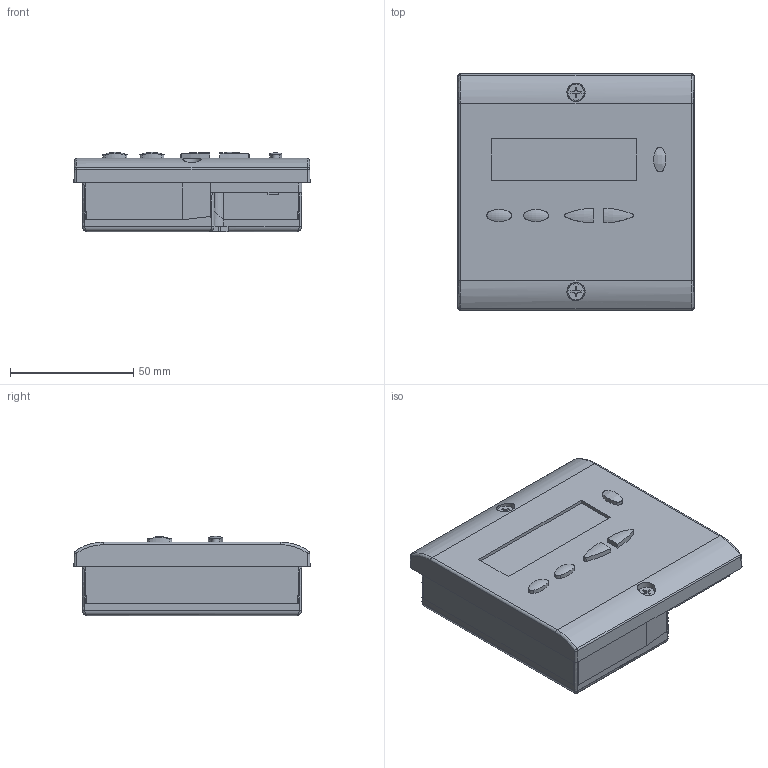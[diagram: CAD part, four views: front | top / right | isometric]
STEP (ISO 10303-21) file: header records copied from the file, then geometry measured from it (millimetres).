
FILE_DESCRIPTION(/* description */ ('Step214-Parts for PM'),/* implementation_level */ '2;1');
FILE_NAME(/* name */ 'AZL23.stp',/* time_stamp */ '2016-02-18T13:03:45+01:00',/* author */ ('EMC'),/* organization */ ('Siemens'),/* preprocessor_version */ 'ST-DEVELOPER v15',/* originating_system */ 'SIEMENS PLM Software NX 8.5',/* authorisation */ 'EMC/PM');
FILE_SCHEMA (('AUTOMOTIVE_DESIGN { 1 0 10303 214 3 1 1 1 }'));
Length unit declared in the file: millimetre
Products named in the file (1): Volc0C08623Eqmih
Bounding box: 96 x 96 x 32.19 mm (x, y, z)
Volume: 219751.5 mm3; surface area: 30854.6 mm2
Topology: 1 solids, 1 shells, 196 faces, 493 edges, 309 vertices
Faces by surface type: plane 96, cylinder 52, cone 22, bspline 11, torus 6, extrusion 5, sphere 4
Full cylindrical faces by diameter (mm): 7.416 x2
Entity records: 6799 total; most frequent: CARTESIAN_POINT 1639, ORIENTED_EDGE 970, DIRECTION 957, EDGE_CURVE 485, AXIS2_PLACEMENT_3D 332, VERTEX_POINT 309, VECTOR 293, LINE 288
